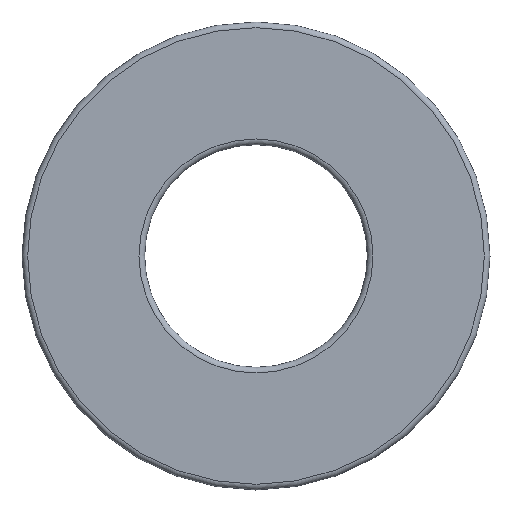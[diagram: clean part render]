
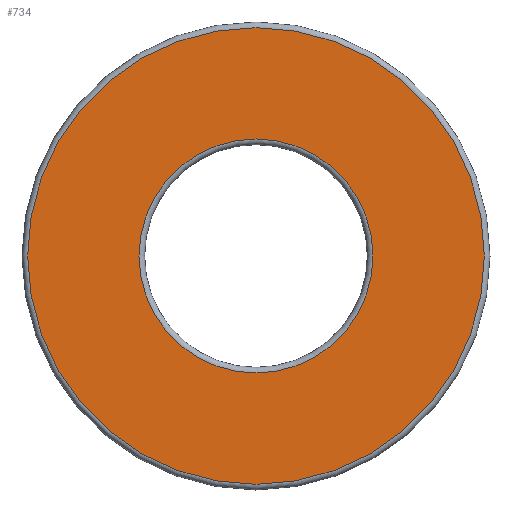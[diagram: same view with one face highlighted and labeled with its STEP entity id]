
A CAD part, left-side view. The second image highlights one B-rep face of the part: STEP entity #734.
In plain terms, the highlighted planar face has unit normal (-1, 0, 0).
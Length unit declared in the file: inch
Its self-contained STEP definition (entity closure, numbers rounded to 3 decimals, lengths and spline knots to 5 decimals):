
#2 = DIRECTION ( 'NONE',  ( 0., 0., 1. ) ) ;
#29 = AXIS2_PLACEMENT_3D ( 'NONE', #254, #505, #2 ) ;
#54 = EDGE_LOOP ( 'NONE', ( #125 ) ) ;
#58 = FACE_OUTER_BOUND ( 'NONE', #63, .T. ) ;
#63 = EDGE_LOOP ( 'NONE', ( #732 ) ) ;
#90 = EDGE_CURVE ( 'NONE', #392, #392, #248, .T. ) ;
#110 = VERTEX_POINT ( 'NONE', #662 ) ;
#125 = ORIENTED_EDGE ( 'NONE', *, *, #90, .F. ) ;
#248 = CIRCLE ( 'NONE', #817, 0.4135 ) ;
#254 = CARTESIAN_POINT ( 'NONE',  ( -0.2755, 0., 0. ) ) ;
#257 = DIRECTION ( 'NONE',  ( 0., 0., 1. ) ) ;
#392 = VERTEX_POINT ( 'NONE', #682 ) ;
#434 = PLANE ( 'NONE',  #512 ) ;
#501 = DIRECTION ( 'NONE',  ( 0., 0., -1. ) ) ;
#505 = DIRECTION ( 'NONE',  ( -1., 0., 0. ) ) ;
#512 = AXIS2_PLACEMENT_3D ( 'NONE', #699, #688, #501 ) ;
#621 = FACE_BOUND ( 'NONE', #54, .T. ) ;
#652 = EDGE_CURVE ( 'NONE', #110, #110, #815, .T. ) ;
#662 = CARTESIAN_POINT ( 'NONE',  ( -0.2755, 0., 0.807 ) ) ;
#682 = CARTESIAN_POINT ( 'NONE',  ( -0.2755, 0., 0.4135 ) ) ;
#688 = DIRECTION ( 'NONE',  ( 1., 0., 0. ) ) ;
#699 = CARTESIAN_POINT ( 'NONE',  ( -0.2755, 0., 0. ) ) ;
#732 = ORIENTED_EDGE ( 'NONE', *, *, #652, .T. ) ;
#734 = ADVANCED_FACE ( 'NONE', ( #621, #58 ), #434, .F. ) ;
#743 = CARTESIAN_POINT ( 'NONE',  ( -0.2755, 0., 0. ) ) ;
#815 = CIRCLE ( 'NONE', #29, 0.807 ) ;
#817 = AXIS2_PLACEMENT_3D ( 'NONE', #743, #823, #257 ) ;
#823 = DIRECTION ( 'NONE',  ( -1., 0., 0. ) ) ;
